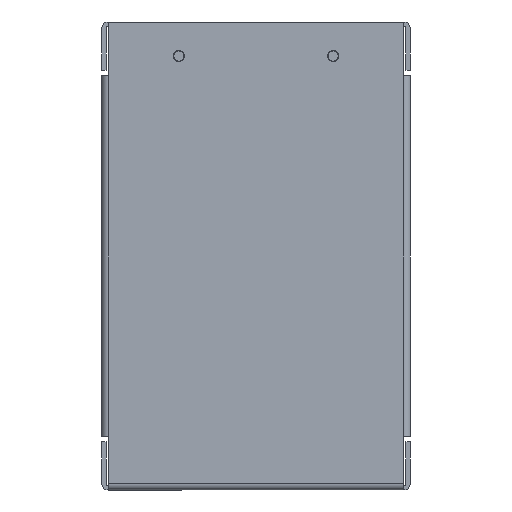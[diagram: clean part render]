
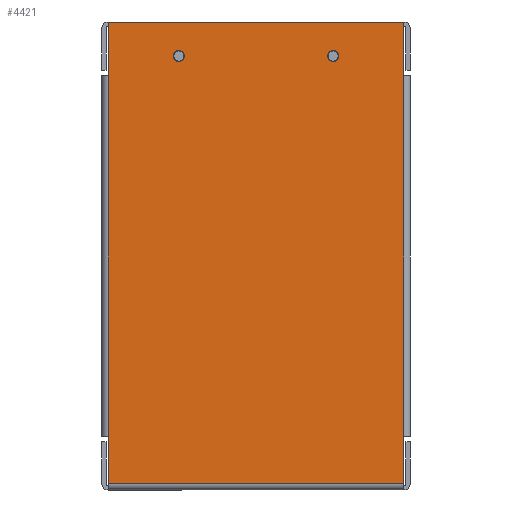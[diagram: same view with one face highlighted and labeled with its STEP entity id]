
A CAD part, front view. The second image highlights one B-rep face of the part: STEP entity #4421.
In plain terms, the highlighted planar face has unit normal (0, -1, 0).
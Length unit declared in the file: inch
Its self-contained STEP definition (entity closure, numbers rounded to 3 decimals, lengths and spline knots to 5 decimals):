
#23 = VECTOR ( 'NONE', #1024, 39.37008 ) ;
#63 = CARTESIAN_POINT ( 'NONE',  ( -1., -2.95975, 2.59025 ) ) ;
#84 = PLANE ( 'NONE',  #2774 ) ;
#205 = CARTESIAN_POINT ( 'NONE',  ( -1.914, -2.95975, -3.03125 ) ) ;
#262 = CARTESIAN_POINT ( 'NONE',  ( -1.914, -2.95975, -2.94525 ) ) ;
#458 = DIRECTION ( 'NONE',  ( 0., 0., -1. ) ) ;
#468 = EDGE_CURVE ( 'NONE', #3872, #3872, #1595, .T. ) ;
#551 = LINE ( 'NONE', #2549, #23 ) ;
#553 = DIRECTION ( 'NONE',  ( 0., 0., -1. ) ) ;
#579 = VECTOR ( 'NONE', #3540, 39.37008 ) ;
#601 = CARTESIAN_POINT ( 'NONE',  ( -1.914, -2.95975, 2.33525 ) ) ;
#807 = CARTESIAN_POINT ( 'NONE',  ( -1.914, -2.95975, 3.03125 ) ) ;
#874 = VERTEX_POINT ( 'NONE', #601 ) ;
#921 = CARTESIAN_POINT ( 'NONE',  ( 1.914, -2.95975, 3.03125 ) ) ;
#985 = VERTEX_POINT ( 'NONE', #807 ) ;
#1012 = CARTESIAN_POINT ( 'NONE',  ( 1.914, -2.95975, 3.03125 ) ) ;
#1024 = DIRECTION ( 'NONE',  ( 0., 0., -1. ) ) ;
#1044 = VECTOR ( 'NONE', #3197, 39.37008 ) ;
#1261 = ORIENTED_EDGE ( 'NONE', *, *, #5057, .T. ) ;
#1286 = VERTEX_POINT ( 'NONE', #1012 ) ;
#1317 = CARTESIAN_POINT ( 'NONE',  ( -1.914, -2.95975, -2.94525 ) ) ;
#1363 = LINE ( 'NONE', #3044, #579 ) ;
#1395 = DIRECTION ( 'NONE',  ( 0., 0., 1. ) ) ;
#1432 = VERTEX_POINT ( 'NONE', #2373 ) ;
#1462 = EDGE_LOOP ( 'NONE', ( #1664, #1261, #4762, #4409, #3985, #3052, #4829, #3338 ) ) ;
#1482 = DIRECTION ( 'NONE',  ( 0., 1., 0. ) ) ;
#1595 = CIRCLE ( 'NONE', #4443, 0.0725 ) ;
#1632 = EDGE_CURVE ( 'NONE', #1286, #985, #1363, .T. ) ;
#1664 = ORIENTED_EDGE ( 'NONE', *, *, #2612, .T. ) ;
#1696 = VECTOR ( 'NONE', #2580, 39.37008 ) ;
#1703 = DIRECTION ( 'NONE',  ( 0., 1., 0. ) ) ;
#1709 = CARTESIAN_POINT ( 'NONE',  ( 1.914, -2.95975, -2.97425 ) ) ;
#2110 = VERTEX_POINT ( 'NONE', #3300 ) ;
#2130 = FACE_BOUND ( 'NONE', #2887, .T. ) ;
#2173 = DIRECTION ( 'NONE',  ( 0., -1., 0. ) ) ;
#2373 = CARTESIAN_POINT ( 'NONE',  ( 1.914, -2.95975, 2.33525 ) ) ;
#2389 = EDGE_CURVE ( 'NONE', #1432, #1286, #3033, .T. ) ;
#2392 = AXIS2_PLACEMENT_3D ( 'NONE', #63, #1703, #5002 ) ;
#2417 = VERTEX_POINT ( 'NONE', #5065 ) ;
#2533 = ORIENTED_EDGE ( 'NONE', *, *, #2900, .T. ) ;
#2549 = CARTESIAN_POINT ( 'NONE',  ( -1.914, -2.95975, 3.03125 ) ) ;
#2564 = CARTESIAN_POINT ( 'NONE',  ( 1.914, -2.95975, 3.03125 ) ) ;
#2580 = DIRECTION ( 'NONE',  ( 0., 0., 1. ) ) ;
#2612 = EDGE_CURVE ( 'NONE', #2110, #2417, #3053, .T. ) ;
#2615 = FACE_OUTER_BOUND ( 'NONE', #1462, .T. ) ;
#2709 = DIRECTION ( 'NONE',  ( 0., 0., -1. ) ) ;
#2738 = CARTESIAN_POINT ( 'NONE',  ( -1.914, -2.95975, -2.33525 ) ) ;
#2774 = AXIS2_PLACEMENT_3D ( 'NONE', #3378, #2173, #458 ) ;
#2887 = EDGE_LOOP ( 'NONE', ( #4349 ) ) ;
#2900 = EDGE_CURVE ( 'NONE', #3491, #3491, #4733, .T. ) ;
#2950 = EDGE_CURVE ( 'NONE', #5222, #4789, #4266, .T. ) ;
#3014 = VECTOR ( 'NONE', #553, 39.37008 ) ;
#3033 = LINE ( 'NONE', #2564, #3270 ) ;
#3044 = CARTESIAN_POINT ( 'NONE',  ( -1.914, -2.95975, 3.03125 ) ) ;
#3052 = ORIENTED_EDGE ( 'NONE', *, *, #5066, .T. ) ;
#3053 = LINE ( 'NONE', #1709, #1696 ) ;
#3058 = EDGE_LOOP ( 'NONE', ( #2533 ) ) ;
#3197 = DIRECTION ( 'NONE',  ( 1., 0., 0. ) ) ;
#3232 = VECTOR ( 'NONE', #1395, 39.37008 ) ;
#3270 = VECTOR ( 'NONE', #4302, 39.37008 ) ;
#3300 = CARTESIAN_POINT ( 'NONE',  ( 1.914, -2.95975, -2.94525 ) ) ;
#3317 = EDGE_CURVE ( 'NONE', #4789, #2110, #3982, .T. ) ;
#3338 = ORIENTED_EDGE ( 'NONE', *, *, #3317, .T. ) ;
#3378 = CARTESIAN_POINT ( 'NONE',  ( -1.914, -2.95975, 3.03125 ) ) ;
#3487 = FACE_BOUND ( 'NONE', #3058, .T. ) ;
#3491 = VERTEX_POINT ( 'NONE', #4215 ) ;
#3540 = DIRECTION ( 'NONE',  ( -1., 0., 0. ) ) ;
#3732 = CARTESIAN_POINT ( 'NONE',  ( -1.914, -2.95975, -2.94525 ) ) ;
#3820 = CARTESIAN_POINT ( 'NONE',  ( 1., -2.95975, 2.51775 ) ) ;
#3843 = LINE ( 'NONE', #921, #3232 ) ;
#3872 = VERTEX_POINT ( 'NONE', #3820 ) ;
#3935 = LINE ( 'NONE', #205, #5245 ) ;
#3982 = LINE ( 'NONE', #262, #1044 ) ;
#3985 = ORIENTED_EDGE ( 'NONE', *, *, #3998, .F. ) ;
#3998 = EDGE_CURVE ( 'NONE', #874, #985, #3935, .T. ) ;
#4215 = CARTESIAN_POINT ( 'NONE',  ( -1., -2.95975, 2.51775 ) ) ;
#4266 = LINE ( 'NONE', #1317, #3014 ) ;
#4302 = DIRECTION ( 'NONE',  ( 0., 0., 1. ) ) ;
#4349 = ORIENTED_EDGE ( 'NONE', *, *, #468, .T. ) ;
#4409 = ORIENTED_EDGE ( 'NONE', *, *, #1632, .T. ) ;
#4421 = ADVANCED_FACE ( 'NONE', ( #2615, #3487, #2130 ), #84, .T. ) ;
#4443 = AXIS2_PLACEMENT_3D ( 'NONE', #5154, #1482, #2709 ) ;
#4622 = DIRECTION ( 'NONE',  ( 0., 0., 1. ) ) ;
#4733 = CIRCLE ( 'NONE', #2392, 0.0725 ) ;
#4762 = ORIENTED_EDGE ( 'NONE', *, *, #2389, .T. ) ;
#4789 = VERTEX_POINT ( 'NONE', #3732 ) ;
#4829 = ORIENTED_EDGE ( 'NONE', *, *, #2950, .T. ) ;
#5002 = DIRECTION ( 'NONE',  ( 0., 0., -1. ) ) ;
#5057 = EDGE_CURVE ( 'NONE', #2417, #1432, #3843, .T. ) ;
#5065 = CARTESIAN_POINT ( 'NONE',  ( 1.914, -2.95975, -2.33525 ) ) ;
#5066 = EDGE_CURVE ( 'NONE', #874, #5222, #551, .T. ) ;
#5154 = CARTESIAN_POINT ( 'NONE',  ( 1., -2.95975, 2.59025 ) ) ;
#5222 = VERTEX_POINT ( 'NONE', #2738 ) ;
#5245 = VECTOR ( 'NONE', #4622, 39.37008 ) ;
